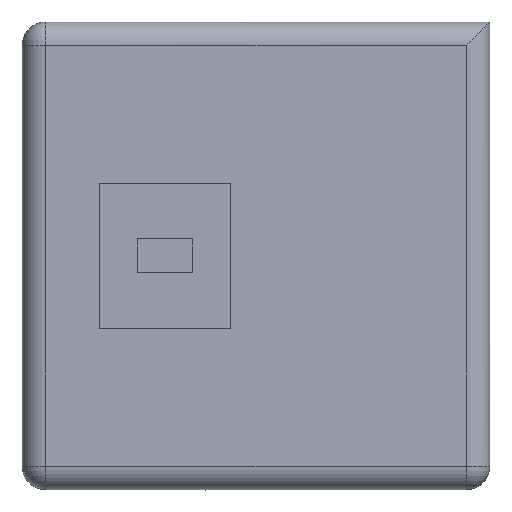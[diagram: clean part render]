
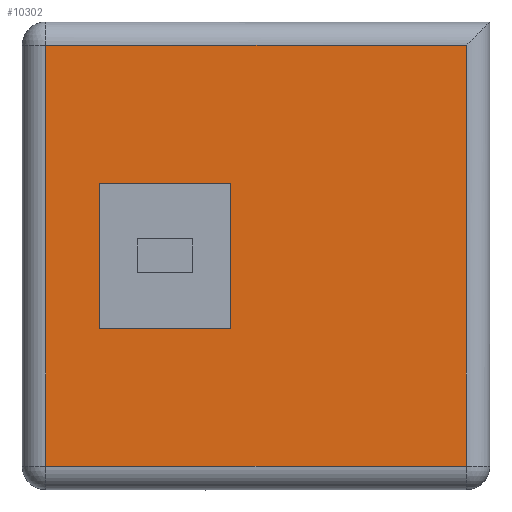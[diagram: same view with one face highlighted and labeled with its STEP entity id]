
A CAD part, top view. The second image highlights one B-rep face of the part: STEP entity #10302.
In plain terms, the highlighted planar face has unit normal (0, 0, 1).
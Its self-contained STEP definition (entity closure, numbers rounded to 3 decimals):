
#448 = CARTESIAN_POINT ( 'NONE',  ( -0.671, -0.31, 0.7 ) ) ;
#515 = CARTESIAN_POINT ( 'NONE',  ( -0.671, 0.31, 0.7 ) ) ;
#567 = EDGE_CURVE ( 'NONE', #2458, #5504, #12657, .T. ) ;
#581 = DIRECTION ( 'NONE',  ( 0., 0., 1. ) ) ;
#957 = DIRECTION ( 'NONE',  ( 1., 0., 0. ) ) ;
#1065 = CARTESIAN_POINT ( 'NONE',  ( -0.9, -0.9, 0.7 ) ) ;
#1121 = CARTESIAN_POINT ( 'NONE',  ( -0.109, 0.31, 0.7 ) ) ;
#2062 = VECTOR ( 'NONE', #3442, 1000. ) ;
#2400 = EDGE_CURVE ( 'NONE', #12752, #4032, #14085, .T. ) ;
#2458 = VERTEX_POINT ( 'NONE', #14675 ) ;
#2515 = CARTESIAN_POINT ( 'NONE',  ( 0.9, 1., 0.7 ) ) ;
#2708 = CARTESIAN_POINT ( 'NONE',  ( 0.9, -0.9, 0.7 ) ) ;
#2839 = FACE_OUTER_BOUND ( 'NONE', #7484, .T. ) ;
#3129 = ORIENTED_EDGE ( 'NONE', *, *, #8220, .F. ) ;
#3442 = DIRECTION ( 'NONE',  ( -1., 0., 0. ) ) ;
#3706 = DIRECTION ( 'NONE',  ( 0., 1., 0. ) ) ;
#3721 = DIRECTION ( 'NONE',  ( -1., 0., 0. ) ) ;
#3905 = EDGE_CURVE ( 'NONE', #4872, #7374, #14910, .T. ) ;
#4032 = VERTEX_POINT ( 'NONE', #12288 ) ;
#4102 = CARTESIAN_POINT ( 'NONE',  ( 0., 0., 0.7 ) ) ;
#4301 = VECTOR ( 'NONE', #3721, 1000. ) ;
#4618 = CARTESIAN_POINT ( 'NONE',  ( -0.9, -1., 0.7 ) ) ;
#4660 = VECTOR ( 'NONE', #5677, 1000. ) ;
#4692 = LINE ( 'NONE', #8163, #4301 ) ;
#4872 = VERTEX_POINT ( 'NONE', #515 ) ;
#5021 = ORIENTED_EDGE ( 'NONE', *, *, #3905, .F. ) ;
#5170 = LINE ( 'NONE', #448, #7336 ) ;
#5504 = VERTEX_POINT ( 'NONE', #1065 ) ;
#5677 = DIRECTION ( 'NONE',  ( 0., -1., 0. ) ) ;
#6442 = VECTOR ( 'NONE', #957, 1000. ) ;
#6736 = ORIENTED_EDGE ( 'NONE', *, *, #10378, .T. ) ;
#7336 = VECTOR ( 'NONE', #14128, 1000. ) ;
#7374 = VERTEX_POINT ( 'NONE', #13100 ) ;
#7397 = DIRECTION ( 'NONE',  ( 1., 0., 0. ) ) ;
#7484 = EDGE_LOOP ( 'NONE', ( #14018, #6736, #8044, #14052 ) ) ;
#7938 = EDGE_LOOP ( 'NONE', ( #13423, #11488, #5021, #3129 ) ) ;
#8044 = ORIENTED_EDGE ( 'NONE', *, *, #2400, .T. ) ;
#8163 = CARTESIAN_POINT ( 'NONE',  ( -1., 0.9, 0.7 ) ) ;
#8220 = EDGE_CURVE ( 'NONE', #8711, #4872, #9090, .T. ) ;
#8305 = EDGE_CURVE ( 'NONE', #7374, #11639, #5170, .T. ) ;
#8711 = VERTEX_POINT ( 'NONE', #12699 ) ;
#9090 = LINE ( 'NONE', #12678, #2062 ) ;
#9132 = CARTESIAN_POINT ( 'NONE',  ( -0.671, 0.31, 0.7 ) ) ;
#10146 = VECTOR ( 'NONE', #3706, 1000. ) ;
#10203 = LINE ( 'NONE', #13785, #6442 ) ;
#10302 = ADVANCED_FACE ( 'NONE', ( #2839, #11137 ), #12053, .T. ) ;
#10378 = EDGE_CURVE ( 'NONE', #5504, #12752, #10203, .T. ) ;
#10417 = CARTESIAN_POINT ( 'NONE',  ( -0.109, -0.31, 0.7 ) ) ;
#11137 = FACE_BOUND ( 'NONE', #7938, .T. ) ;
#11379 = DIRECTION ( 'NONE',  ( 0., 1., 0. ) ) ;
#11388 = EDGE_CURVE ( 'NONE', #4032, #2458, #4692, .T. ) ;
#11488 = ORIENTED_EDGE ( 'NONE', *, *, #8305, .F. ) ;
#11639 = VERTEX_POINT ( 'NONE', #10417 ) ;
#12053 = PLANE ( 'NONE',  #12990 ) ;
#12288 = CARTESIAN_POINT ( 'NONE',  ( 0.9, 0.9, 0.7 ) ) ;
#12486 = VECTOR ( 'NONE', #11379, 1000. ) ;
#12637 = VECTOR ( 'NONE', #13770, 1000. ) ;
#12657 = LINE ( 'NONE', #4618, #4660 ) ;
#12678 = CARTESIAN_POINT ( 'NONE',  ( -0.671, 0.31, 0.7 ) ) ;
#12699 = CARTESIAN_POINT ( 'NONE',  ( -0.109, 0.31, 0.7 ) ) ;
#12752 = VERTEX_POINT ( 'NONE', #2708 ) ;
#12990 = AXIS2_PLACEMENT_3D ( 'NONE', #4102, #581, #7397 ) ;
#13100 = CARTESIAN_POINT ( 'NONE',  ( -0.671, -0.31, 0.7 ) ) ;
#13423 = ORIENTED_EDGE ( 'NONE', *, *, #13779, .F. ) ;
#13770 = DIRECTION ( 'NONE',  ( 0., -1., 0. ) ) ;
#13779 = EDGE_CURVE ( 'NONE', #11639, #8711, #14872, .T. ) ;
#13785 = CARTESIAN_POINT ( 'NONE',  ( 1., -0.9, 0.7 ) ) ;
#14018 = ORIENTED_EDGE ( 'NONE', *, *, #567, .T. ) ;
#14052 = ORIENTED_EDGE ( 'NONE', *, *, #11388, .T. ) ;
#14085 = LINE ( 'NONE', #2515, #10146 ) ;
#14128 = DIRECTION ( 'NONE',  ( 1., 0., 0. ) ) ;
#14675 = CARTESIAN_POINT ( 'NONE',  ( -0.9, 0.9, 0.7 ) ) ;
#14872 = LINE ( 'NONE', #1121, #12486 ) ;
#14910 = LINE ( 'NONE', #9132, #12637 ) ;
